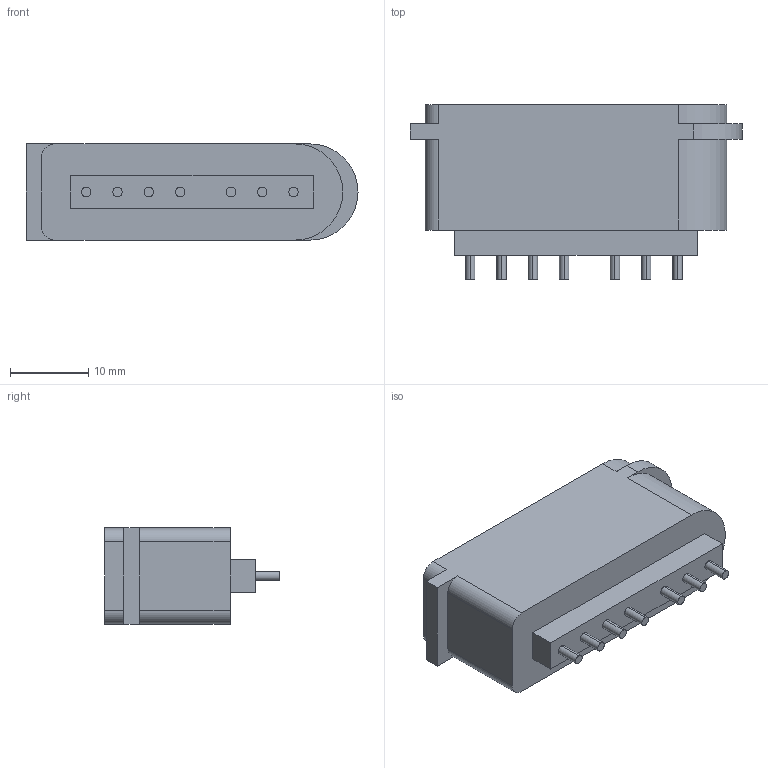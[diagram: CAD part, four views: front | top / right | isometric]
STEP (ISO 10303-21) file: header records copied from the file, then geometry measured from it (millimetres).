
FILE_DESCRIPTION (( 'STEP AP214' ), '1' );
FILE_NAME ('snes_connector_v1.STEP', '2015-08-21T01:58:50', ( '' ), ( '' ), '', '', '' );
FILE_SCHEMA (( 'AUTOMOTIVE_DESIGN' ));
Length unit declared in the file: inch
Products named in the file (3): pin18mm; body_v1; snes_connector_v1
Assembly tree (8 placements, depth 2):
  snes_connector_v1
    body_v1
    pin18mm  x7
Bounding box: 42.44 x 22.35 x 12.3 mm (x, y, z)
Volume: 4471.9 mm3; surface area: 6176.1 mm2
Topology: 8 solids, 8 shells, 109 faces, 267 edges, 178 vertices
Faces by surface type: cylinder 59, plane 43, sphere 7
Entity records: 2771 total; most frequent: DIRECTION 496, CARTESIAN_POINT 446, ORIENTED_EDGE 420, EDGE_CURVE 210, AXIS2_PLACEMENT_3D 190, VERTEX_POINT 140, LINE 116, VECTOR 116
